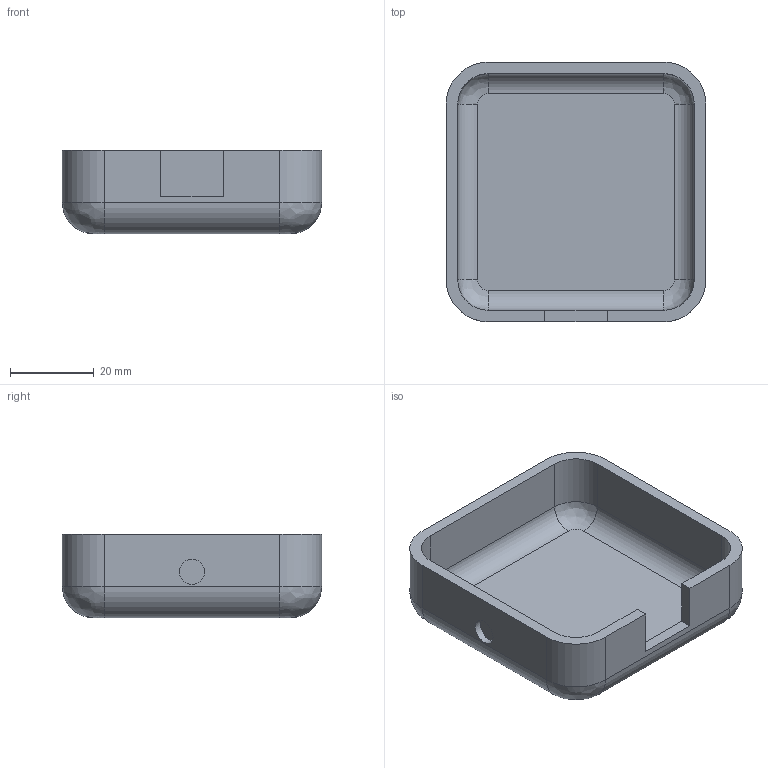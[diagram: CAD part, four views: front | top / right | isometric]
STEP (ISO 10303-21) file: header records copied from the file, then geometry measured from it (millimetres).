
FILE_DESCRIPTION(/* description */ (''),/* implementation_level */ '2;1');
FILE_NAME(/* name */ 'CMF.step',/* time_stamp */ '2025-12-25T10:39:51+05:30',/* author */ (''),/* organization */ (''),/* preprocessor_version */ 'ST-DEVELOPER v20.1',/* originating_system */ 'Autodesk Translation Framework v14.21.0.0',/* authorisation */ '');
FILE_SCHEMA (('AUTOMOTIVE_DESIGN { 1 0 10303 214 3 1 1 }'));
Length unit declared in the file: millimetre
Products named in the file (1): CMF
Bounding box: 62 x 62 x 20 mm (x, y, z)
Volume: 18628.1 mm3; surface area: 14424.2 mm2
Topology: 1 solids, 1 shells, 44 faces, 101 edges, 62 vertices
Faces by surface type: cylinder 19, plane 17, bspline 8
Full cylindrical faces by diameter (mm): 6 x3
Entity records: 1308 total; most frequent: CARTESIAN_POINT 272, DIRECTION 221, ORIENTED_EDGE 202, EDGE_CURVE 101, AXIS2_PLACEMENT_3D 83, VERTEX_POINT 62, LINE 55, VECTOR 55
